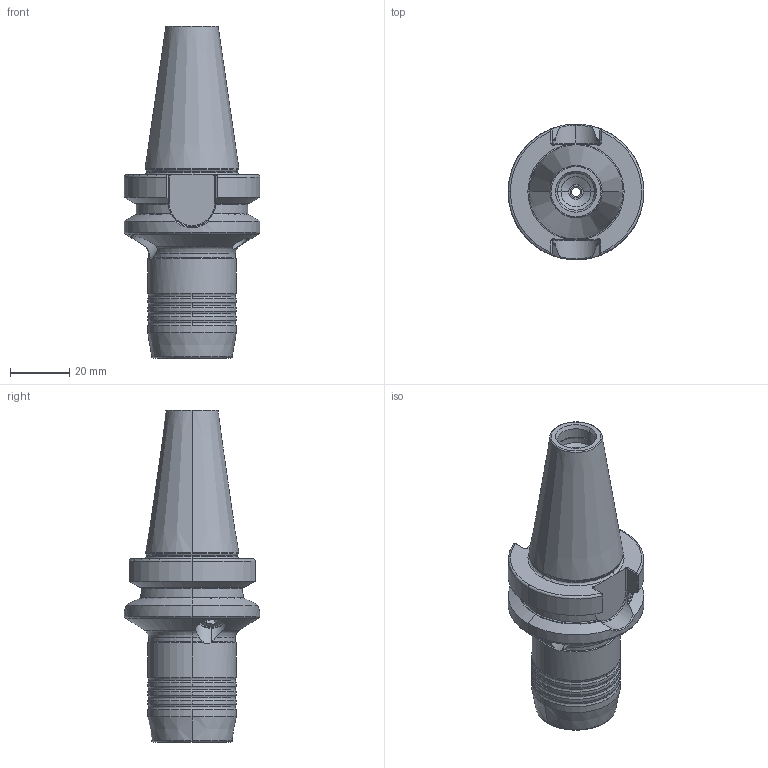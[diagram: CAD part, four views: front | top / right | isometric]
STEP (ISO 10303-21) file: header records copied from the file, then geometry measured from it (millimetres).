
FILE_DESCRIPTION (( 'STEP AP214' ), '1' );
FILE_NAME ('77.303.010 x=64_step.STEP', '2020-09-22T05:56:30', ( '' ), ( '' ), 'SwSTEP 2.0', 'SolidWorks 2018', '' );
FILE_SCHEMA (( 'AUTOMOTIVE_DESIGN' ));
Length unit declared in the file: millimetre
Products named in the file (1): 77.303.010 x=64_step
Bounding box: 45.96 x 45.96 x 112.4 mm (x, y, z)
Volume: 75594.3 mm3; surface area: 26962.5 mm2
Topology: 9 solids, 9 shells, 409 faces, 960 edges, 574 vertices
Faces by surface type: cylinder 140, cone 103, plane 80, torus 75, bspline 7, sphere 4
Entity records: 19018 total; most frequent: CARTESIAN_POINT 5068, DIRECTION 2087, ORIENTED_EDGE 1886, EDGE_CURVE 943, AXIS2_PLACEMENT_3D 888, VERTEX_POINT 571, CIRCLE 485, EDGE_LOOP 442
